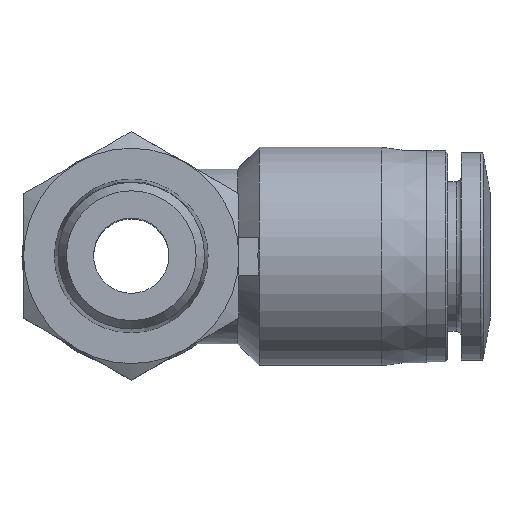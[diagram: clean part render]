
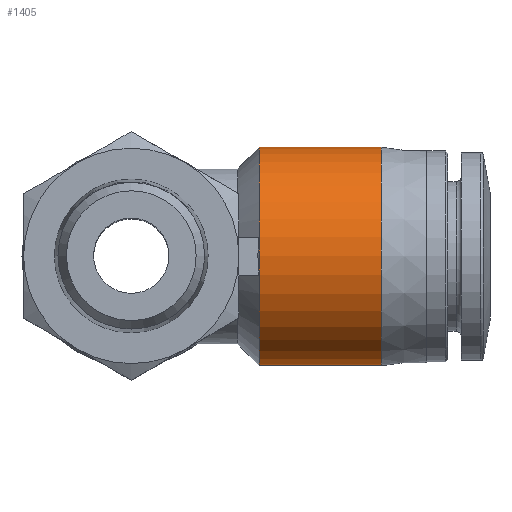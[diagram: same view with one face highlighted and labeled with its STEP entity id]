
A CAD part, top view. The second image highlights one B-rep face of the part: STEP entity #1405.
In plain terms, the highlighted cylindrical face has radius 7.25 mm (diameter 14.5 mm), a full revolution.
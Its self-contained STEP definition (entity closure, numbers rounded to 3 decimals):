
#347=ORIENTED_EDGE('',*,*,#485,.F.);
#348=ORIENTED_EDGE('',*,*,#484,.T.);
#484=EDGE_CURVE('',#571,#571,#625,.T.);
#485=EDGE_CURVE('',#572,#572,#626,.T.);
#571=VERTEX_POINT('',#2161);
#572=VERTEX_POINT('',#2164);
#625=CIRCLE('',#1521,7.25);
#626=CIRCLE('',#1523,7.25);
#714=EDGE_LOOP('',(#347));
#715=EDGE_LOOP('',(#348));
#823=FACE_BOUND('',#714,.T.);
#824=FACE_BOUND('',#715,.T.);
#870=CYLINDRICAL_SURFACE('',#1522,7.25);
#1405=ADVANCED_FACE('',(#823,#824),#870,.T.);
#1521=AXIS2_PLACEMENT_3D('',#2160,#1764,#1765);
#1522=AXIS2_PLACEMENT_3D('',#2162,#1766,#1767);
#1523=AXIS2_PLACEMENT_3D('',#2163,#1768,#1769);
#1764=DIRECTION('',(1.,0.,0.));
#1765=DIRECTION('',(0.,0.,-1.));
#1766=DIRECTION('',(1.,0.,0.));
#1767=DIRECTION('',(0.,0.,-1.));
#1768=DIRECTION('',(1.,0.,0.));
#1769=DIRECTION('',(0.,0.,-1.));
#2160=CARTESIAN_POINT('',(8.5,0.,0.));
#2161=CARTESIAN_POINT('',(8.5,0.,-7.25));
#2162=CARTESIAN_POINT('',(23.8,0.,0.));
#2163=CARTESIAN_POINT('',(16.6,0.,0.));
#2164=CARTESIAN_POINT('',(16.6,0.,-7.25));
